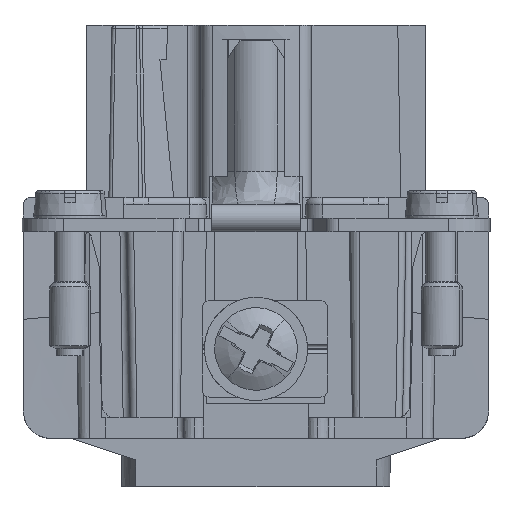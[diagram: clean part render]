
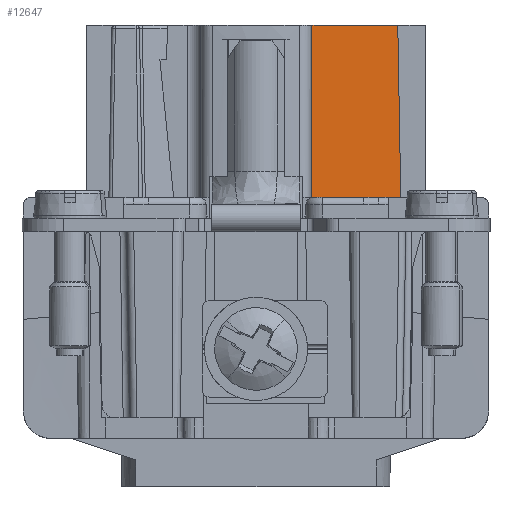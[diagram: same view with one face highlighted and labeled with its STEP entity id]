
A CAD part, front view. The second image highlights one B-rep face of the part: STEP entity #12647.
In plain terms, the highlighted planar face has unit normal (0, -1, 0.018).
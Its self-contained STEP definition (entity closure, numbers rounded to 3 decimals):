
#12624=AXIS2_PLACEMENT_3D('Plane Axis2P3D',#12621,#12622,#12623) ;
#6789=CARTESIAN_POINT('Vertex',(27.518,13.952,21.)) ;
#6792=CARTESIAN_POINT('Line Origine',(24.264,13.952,21.)) ;
#6796=CARTESIAN_POINT('Vertex',(21.01,13.952,21.)) ;
#12606=CARTESIAN_POINT('Vertex',(27.3,14.171,33.5)) ;
#12609=CARTESIAN_POINT('Line Origine',(27.409,14.062,27.25)) ;
#12621=CARTESIAN_POINT('Axis2P3D Location',(20.8,14.171,33.5)) ;
#12627=CARTESIAN_POINT('Control Point',(21.068,14.171,33.5)) ;
#12628=CARTESIAN_POINT('Control Point',(21.051,14.127,31.)) ;
#12629=CARTESIAN_POINT('Control Point',(21.037,14.083,28.5)) ;
#12630=CARTESIAN_POINT('Control Point',(21.025,14.04,26.)) ;
#12631=CARTESIAN_POINT('Control Point',(21.017,13.996,23.5)) ;
#12632=CARTESIAN_POINT('Control Point',(21.01,13.952,21.)) ;
#12633=CARTESIAN_POINT('Vertex',(21.068,14.171,33.5)) ;
#12636=CARTESIAN_POINT('Line Origine',(24.184,14.171,33.5)) ;
#6793=DIRECTION('Vector Direction',(1.,0.,0.)) ;
#12610=DIRECTION('Vector Direction',(-0.017,0.017,1.)) ;
#12622=DIRECTION('Axis2P3D Direction',(0.,1.,-0.017)) ;
#12623=DIRECTION('Axis2P3D XDirection',(1.,0.,0.)) ;
#12637=DIRECTION('Vector Direction',(1.,0.,0.)) ;
#6794=VECTOR('Line Direction',#6793,1.) ;
#12611=VECTOR('Line Direction',#12610,1.) ;
#12638=VECTOR('Line Direction',#12637,1.) ;
#12642=ORIENTED_EDGE('',*,*,#12635,.T.) ;
#12643=ORIENTED_EDGE('',*,*,#6798,.T.) ;
#12644=ORIENTED_EDGE('',*,*,#12613,.T.) ;
#12645=ORIENTED_EDGE('',*,*,#12640,.F.) ;
#12647=ADVANCED_FACE('Hauptk\X2\00F6\X0\rper',(#12646),#12625,.F.) ;
#12626=B_SPLINE_CURVE_WITH_KNOTS('',5,(#12627,#12628,#12629,#12630,#12631,#12632),.UNSPECIFIED.,.F.,.U.,(6,6),(0.,17.681),.UNSPECIFIED.) ;
#6798=EDGE_CURVE('',#6797,#6790,#6795,.T.) ;
#12613=EDGE_CURVE('',#6790,#12607,#12612,.T.) ;
#12635=EDGE_CURVE('',#12634,#6797,#12626,.T.) ;
#12640=EDGE_CURVE('',#12634,#12607,#12639,.T.) ;
#12641=EDGE_LOOP('',(#12642,#12643,#12644,#12645)) ;
#12646=FACE_OUTER_BOUND('',#12641,.T.) ;
#6795=LINE('Line',#6792,#6794) ;
#12612=LINE('Line',#12609,#12611) ;
#12639=LINE('Line',#12636,#12638) ;
#12625=PLANE('',#12624) ;
#6790=VERTEX_POINT('',#6789) ;
#6797=VERTEX_POINT('',#6796) ;
#12607=VERTEX_POINT('',#12606) ;
#12634=VERTEX_POINT('',#12633) ;
